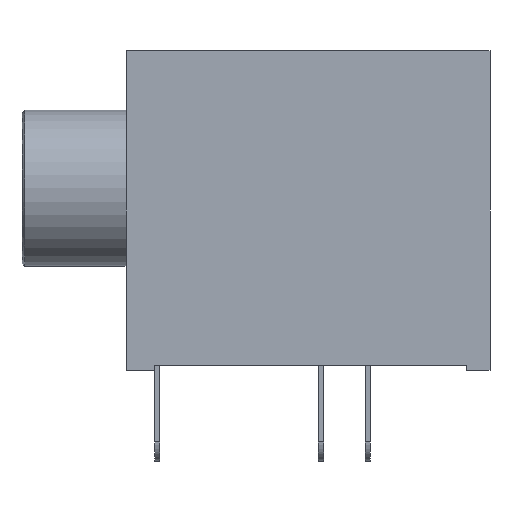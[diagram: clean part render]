
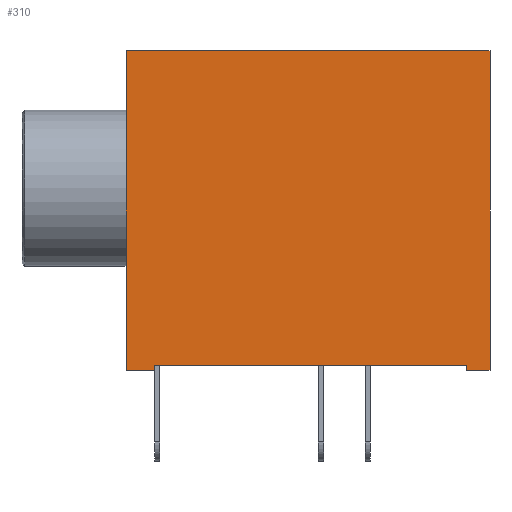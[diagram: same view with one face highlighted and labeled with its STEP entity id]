
A CAD part, left-side view. The second image highlights one B-rep face of the part: STEP entity #310.
In plain terms, the highlighted planar face has unit normal (-1, 0, 0).
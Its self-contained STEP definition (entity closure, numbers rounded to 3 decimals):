
#310=ADVANCED_FACE('',(#1067),#1069,.T.);
#1067=FACE_BOUND('',#1068,.T.);
#1068=EDGE_LOOP('',(#1732,#1733,#1734,#1735,#1736,#1737,#1738,#1739));
#1069=PLANE('',#1070);
#1070=AXIS2_PLACEMENT_3D('',#1071,#1072,#1073);
#1071=CARTESIAN_POINT('',(-4.9,0.,0.));
#1072=DIRECTION('',(-1.,0.,0.));
#1073=DIRECTION('',(0.,-1.,0.));
#1732=ORIENTED_EDGE('',*,*,#1978,.T.);
#1733=ORIENTED_EDGE('',*,*,#2062,.T.);
#1734=ORIENTED_EDGE('',*,*,#2063,.T.);
#1735=ORIENTED_EDGE('',*,*,#2064,.F.);
#1736=ORIENTED_EDGE('',*,*,#2065,.F.);
#1737=ORIENTED_EDGE('',*,*,#2066,.T.);
#1738=ORIENTED_EDGE('',*,*,#1995,.T.);
#1739=ORIENTED_EDGE('',*,*,#2014,.T.);
#1978=EDGE_CURVE('',#2175,#2172,#2176,.F.);
#1995=EDGE_CURVE('',#2209,#2207,#2210,.F.);
#2014=EDGE_CURVE('',#2207,#2175,#2246,.T.);
#2062=EDGE_CURVE('',#2172,#2317,#2319,.T.);
#2063=EDGE_CURVE('',#2317,#2320,#2321,.T.);
#2064=EDGE_CURVE('',#2322,#2320,#2323,.T.);
#2065=EDGE_CURVE('',#2324,#2322,#2325,.T.);
#2066=EDGE_CURVE('',#2324,#2209,#2326,.T.);
#2172=VERTEX_POINT('',#2505);
#2175=VERTEX_POINT('',#2510);
#2176=LINE('',#2511,#2512);
#2207=VERTEX_POINT('',#2574);
#2209=VERTEX_POINT('',#2578);
#2210=LINE('',#2579,#2580);
#2246=LINE('',#2654,#2655);
#2317=VERTEX_POINT('',#2822);
#2319=LINE('',#2826,#2827);
#2320=VERTEX_POINT('',#2829);
#2321=LINE('',#2830,#2831);
#2322=VERTEX_POINT('',#2833);
#2323=LINE('',#2834,#2835);
#2324=VERTEX_POINT('',#2837);
#2325=LINE('',#2838,#2839);
#2326=LINE('',#2841,#2842);
#2505=CARTESIAN_POINT('',(-4.9,-13.1,0.));
#2510=CARTESIAN_POINT('',(-4.9,-13.1,0.2));
#2511=CARTESIAN_POINT('',(-4.9,-13.1,0.));
#2512=VECTOR('',#2513,1.);
#2513=DIRECTION('',(0.,0.,1.));
#2574=CARTESIAN_POINT('',(-4.9,-1.1,0.2));
#2578=CARTESIAN_POINT('',(-4.9,-1.1,0.));
#2579=CARTESIAN_POINT('',(-4.9,-1.1,0.2));
#2580=VECTOR('',#2581,1.);
#2581=DIRECTION('',(0.,0.,-1.));
#2654=CARTESIAN_POINT('',(-4.9,-1.1,0.2));
#2655=VECTOR('',#2656,1.);
#2656=DIRECTION('',(0.,-1.,0.));
#2822=CARTESIAN_POINT('',(-4.9,-14.,0.));
#2826=CARTESIAN_POINT('',(-4.9,-13.1,0.));
#2827=VECTOR('',#2828,1.);
#2828=DIRECTION('',(0.,-1.,0.));
#2829=CARTESIAN_POINT('',(-4.9,-14.,12.3));
#2830=CARTESIAN_POINT('',(-4.9,-14.,0.));
#2831=VECTOR('',#2832,1.);
#2832=DIRECTION('',(0.,0.,1.));
#2833=CARTESIAN_POINT('',(-4.9,0.,12.3));
#2834=CARTESIAN_POINT('',(-4.9,0.,12.3));
#2835=VECTOR('',#2836,1.);
#2836=DIRECTION('',(0.,-1.,0.));
#2837=CARTESIAN_POINT('',(-4.9,0.,0.));
#2838=CARTESIAN_POINT('',(-4.9,0.,0.));
#2839=VECTOR('',#2840,1.);
#2840=DIRECTION('',(0.,0.,1.));
#2841=CARTESIAN_POINT('',(-4.9,0.,0.));
#2842=VECTOR('',#2843,1.);
#2843=DIRECTION('',(0.,-1.,0.));
